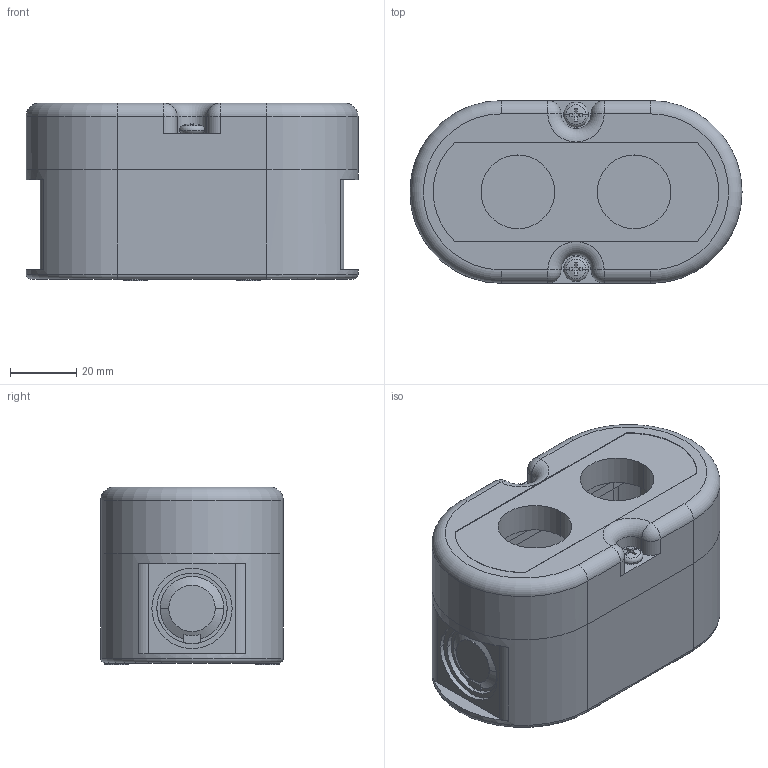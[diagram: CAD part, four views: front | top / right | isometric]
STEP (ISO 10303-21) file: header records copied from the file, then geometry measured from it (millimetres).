
FILE_DESCRIPTION((''),'2;1');
FILE_NAME('004771443_ESE2_V5_ASM','2023-10-09T10:02:36',('klemen.sitar'),('Audax d.o.o.'),'CREO PARAMETRIC BY PTC INC, 2021304','CREO PARAMETRIC BY PTC INC, 2021304','');
FILE_SCHEMA(('AP242_MANAGED_MODEL_BASED_3D_ENGINEERING_MIM_LF { 1 0 10303 442 1 1 4 }'));
Length unit declared in the file: millimetre
Products named in the file (5): TOP_COVER_SINGLE_STATION_FINA_2; PRT0003_1; SELF_TAPPING_SCREW_M4_5_1_1_1; SINGLE_STATION_STOP__004771447__ASM; 004771443_ESE2_V5_ASM
Assembly tree (5 placements, depth 3):
  004771443_ESE2_V5_ASM
    SINGLE_STATION_STOP__004771447__ASM
      TOP_COVER_SINGLE_STATION_FINA_2
      PRT0003_1
      SELF_TAPPING_SCREW_M4_5_1_1_1  x2
Bounding box: 100 x 55 x 53.5 mm (x, y, z)
Volume: 126308.3 mm3; surface area: 46199.4 mm2
Topology: 4 solids, 4 shells, 290 faces, 791 edges, 517 vertices
Faces by surface type: cylinder 140, plane 96, torus 32, cone 10, sphere 8, bspline 4
Entity records: 13697 total; most frequent: CARTESIAN_POINT 5177, DIRECTION 1337, ORIENTED_EDGE 1262, PRESENTATION_STYLE_ASSIGNMENT 634, STYLED_ITEM 634, CURVE_STYLE 631, EDGE_CURVE 631, AXIS2_PLACEMENT_3D 548
